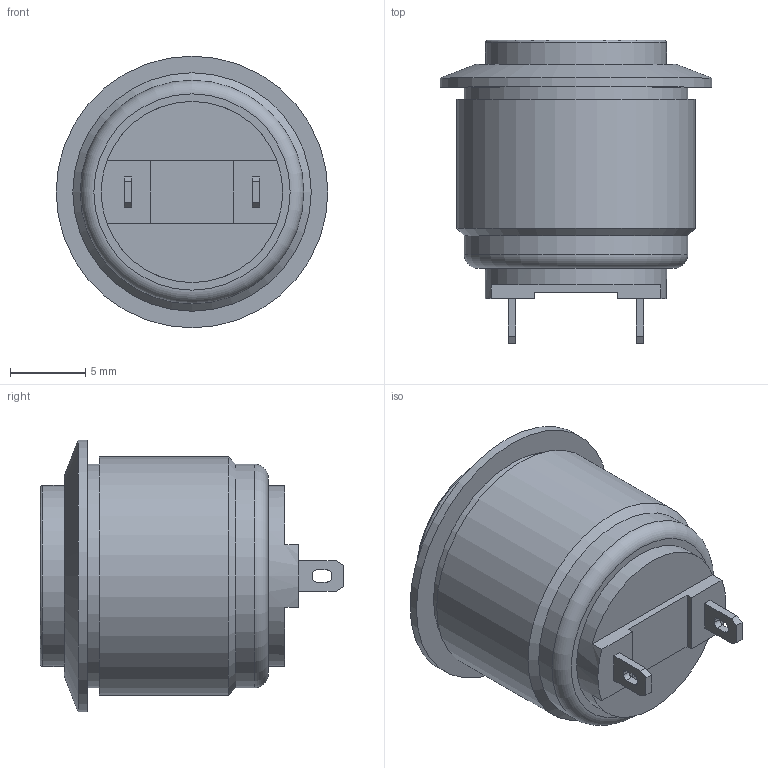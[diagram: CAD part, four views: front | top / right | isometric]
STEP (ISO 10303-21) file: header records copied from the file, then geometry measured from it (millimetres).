
FILE_DESCRIPTION(/* description */ (''),/* implementation_level */ '2;1');
FILE_NAME(/* name */ 'PV2H240xx-M01.stp',/* time_stamp */ '2025-05-28T13:20:49-05:00',/* author */ ('mroman'),/* organization */ (''),/* preprocessor_version */ 'ST-DEVELOPER v18.1',/* originating_system */ 'Autodesk Inventor 2022',/* authorisation */ '');
FILE_SCHEMA (('AUTOMOTIVE_DESIGN { 1 0 10303 214 3 1 1 }'));
Length unit declared in the file: centimetre
Products named in the file (1): PV2H240xx-M01
Bounding box: 18 x 20.1 x 18 mm (x, y, z)
Volume: 1899.3 mm3; surface area: 1880.7 mm2
Topology: 1 solids, 2 shells, 67 faces, 163 edges, 108 vertices
Faces by surface type: plane 46, cylinder 17, torus 2, cone 2
Full cylindrical faces by diameter (mm): 12 x3, 14.8 x2, 15.8 x1, 18 x1
Entity records: 2008 total; most frequent: DIRECTION 345, CARTESIAN_POINT 339, ORIENTED_EDGE 326, EDGE_CURVE 163, LINE 117, VECTOR 117, AXIS2_PLACEMENT_3D 114, VERTEX_POINT 108
